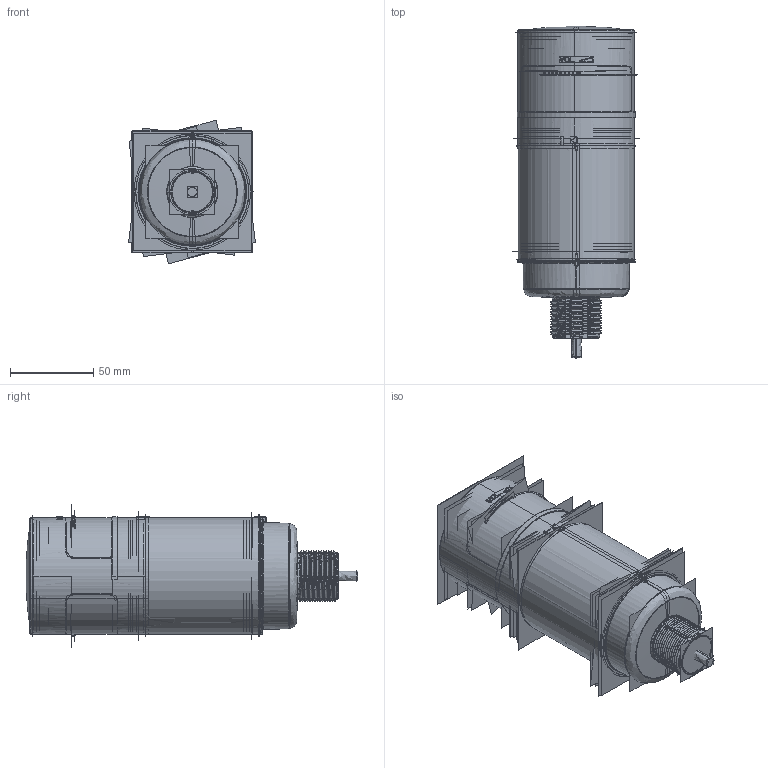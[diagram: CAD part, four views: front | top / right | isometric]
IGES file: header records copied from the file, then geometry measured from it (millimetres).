
Start section:  PTC IGES file: 191438.igs
Global section: file name: 191438.igs; native system: Creo Parametric by Parametric Technology Corporation; preprocessor: 2013230; author: pdmadmin; organization: Unknown; date: 20160225.130746; units: millimetre
Bounding box: 76.13 x 199.31 x 86.25 mm (x, y, z)
Volume: 173113.6 mm3; surface area: 882145.6 mm2
Topology: 7 solids, 8 shells, 3500 faces, 17511 edges, 21940 vertices
Faces by surface type: revolution 1770, bspline 1686, extrusion 44
